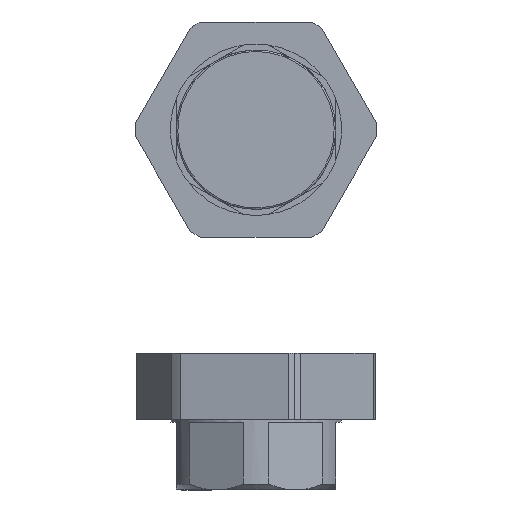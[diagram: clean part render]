
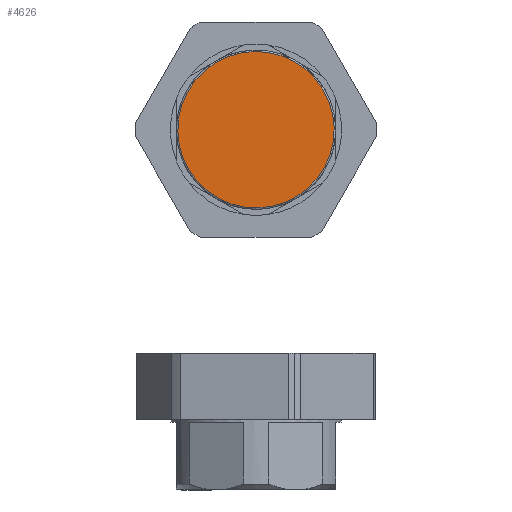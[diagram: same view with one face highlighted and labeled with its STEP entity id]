
A CAD part, left-side view. The second image highlights one B-rep face of the part: STEP entity #4626.
In plain terms, the highlighted planar face has unit normal (-1, 0, 0).
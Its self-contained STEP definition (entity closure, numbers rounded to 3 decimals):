
#4563=CARTESIAN_POINT('Vertex',(-197.7,-23.256,-12.705)) ;
#4566=CARTESIAN_POINT('Axis2P3D Location',(-197.7,0.,0.)) ;
#4570=CARTESIAN_POINT('Vertex',(-197.7,23.256,12.705)) ;
#4605=CARTESIAN_POINT('Axis2P3D Location',(-197.7,0.,0.)) ;
#4617=CARTESIAN_POINT('Axis2P3D Location',(-197.7,0.,0.)) ;
#4567=DIRECTION('Axis2P3D Direction',(1.,0.,0.)) ;
#4606=DIRECTION('Axis2P3D Direction',(1.,0.,0.)) ;
#4618=DIRECTION('Axis2P3D Direction',(1.,-0.,0.)) ;
#4619=DIRECTION('Axis2P3D XDirection',(0.,0.,-1.)) ;
#4568=AXIS2_PLACEMENT_3D('Circle Axis2P3D',#4566,#4567,$) ;
#4607=AXIS2_PLACEMENT_3D('Circle Axis2P3D',#4605,#4606,$) ;
#4620=AXIS2_PLACEMENT_3D('Plane Axis2P3D',#4617,#4618,#4619) ;
#4569=CIRCLE('generated circle',#4568,26.5) ;
#4608=CIRCLE('generated circle',#4607,26.5) ;
#4621=PLANE('',#4620) ;
#4572=EDGE_CURVE('',#4564,#4571,#4569,.T.) ;
#4609=EDGE_CURVE('',#4571,#4564,#4608,.T.) ;
#4623=ORIENTED_EDGE('',*,*,#4609,.F.) ;
#4624=ORIENTED_EDGE('',*,*,#4572,.F.) ;
#4622=EDGE_LOOP('',(#4623,#4624)) ;
#4564=VERTEX_POINT('',#4563) ;
#4571=VERTEX_POINT('',#4570) ;
#4626=ADVANCED_FACE('PartBody',(#4625),#4621,.F.) ;
#4625=FACE_OUTER_BOUND('',#4622,.T.) ;
